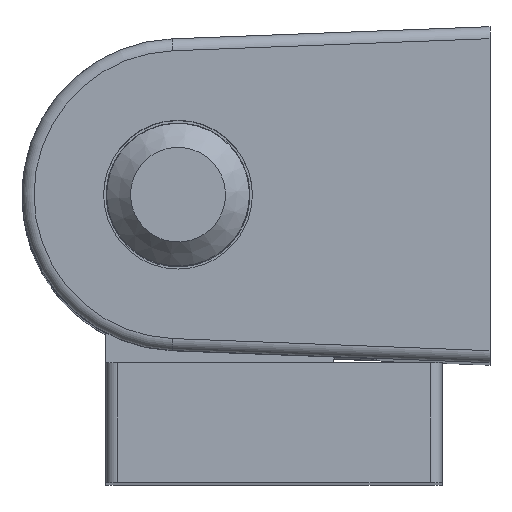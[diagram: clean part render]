
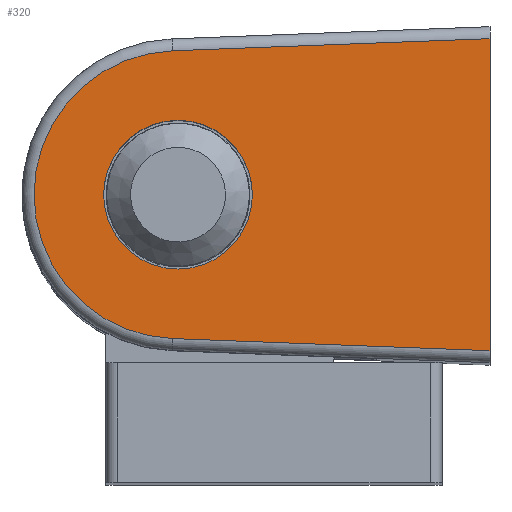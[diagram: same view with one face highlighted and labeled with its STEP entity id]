
A CAD part, top view. The second image highlights one B-rep face of the part: STEP entity #320.
In plain terms, the highlighted planar face has unit normal (0, 0, 1).
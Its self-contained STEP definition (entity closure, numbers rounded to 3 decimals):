
#320=ADVANCED_FACE('',(#622,#623),#624,.F.);
#622=FACE_BOUND('',#1336,.T.);
#623=FACE_OUTER_BOUND('',#1337,.T.);
#624=PLANE('',#1338);
#1336=EDGE_LOOP('',(#2252));
#1337=EDGE_LOOP('',(#2253,#2254,#2255,#2256));
#1338=AXIS2_PLACEMENT_3D('',#2257,#2258,#2259);
#2252=ORIENTED_EDGE('',*,*,#3535,.F.);
#2253=ORIENTED_EDGE('',*,*,#3536,.T.);
#2254=ORIENTED_EDGE('',*,*,#3501,.T.);
#2255=ORIENTED_EDGE('',*,*,#3537,.F.);
#2256=ORIENTED_EDGE('',*,*,#3538,.T.);
#2257=CARTESIAN_POINT('',(2.198,-8.257,30.));
#2258=DIRECTION('',(0.0,0.0,-1.0));
#2259=DIRECTION('',(1.0,0.,0.0));
#3501=EDGE_CURVE('',#4018,#4015,#4019,.F.);
#3535=EDGE_CURVE('',#4076,#4076,#4077,.T.);
#3536=EDGE_CURVE('',#4078,#4018,#4079,.F.);
#3537=EDGE_CURVE('',#4080,#4015,#4081,.T.);
#3538=EDGE_CURVE('',#4080,#4078,#4082,.F.);
#4015=VERTEX_POINT('',#4773);
#4018=VERTEX_POINT('',#4776);
#4019=LINE('',#4777,#4778);
#4076=VERTEX_POINT('',#4853);
#4077=CIRCLE('',#4854,3.1);
#4078=VERTEX_POINT('',#4855);
#4079=CIRCLE('',#4856,6.);
#4080=VERTEX_POINT('',#4857);
#4081=LINE('',#4858,#4859);
#4082=LINE('',#4860,#4861);
#4773=CARTESIAN_POINT('',(15.198,-14.757,30.));
#4776=CARTESIAN_POINT('',(1.97,-14.253,30.));
#4777=CARTESIAN_POINT('',(15.217,-14.758,30.));
#4778=VECTOR('',#5769,1.0);
#4853=CARTESIAN_POINT('',(2.198,-5.157,30.));
#4854=AXIS2_PLACEMENT_3D('',#5833,#5834,#5835);
#4855=CARTESIAN_POINT('',(1.97,-2.262,30.));
#4856=AXIS2_PLACEMENT_3D('',#5836,#5837,#5838);
#4857=CARTESIAN_POINT('',(15.198,-1.758,30.));
#4858=CARTESIAN_POINT('',(15.198,-1.257,30.));
#4859=VECTOR('',#5839,1.0);
#4860=CARTESIAN_POINT('',(1.97,-2.262,30.));
#4861=VECTOR('',#5840,1.0);
#5769=DIRECTION('',(-0.999,0.038,0.0));
#5833=CARTESIAN_POINT('',(2.198,-8.257,30.));
#5834=DIRECTION('',(0.0,-0.0,1.0));
#5835=DIRECTION('',(0.,1.0,0.0));
#5836=CARTESIAN_POINT('',(2.198,-8.257,30.));
#5837=DIRECTION('',(-0.0,0.0,-1.0));
#5838=DIRECTION('',(0.,-1.0,0.0));
#5839=DIRECTION('',(0.,-1.0,0.0));
#5840=DIRECTION('',(0.999,0.038,0.0));
